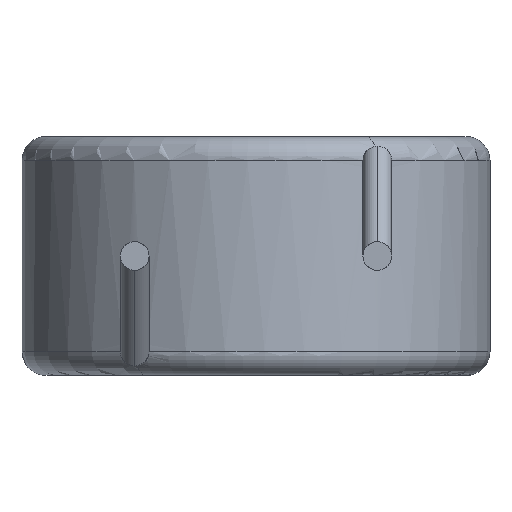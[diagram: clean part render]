
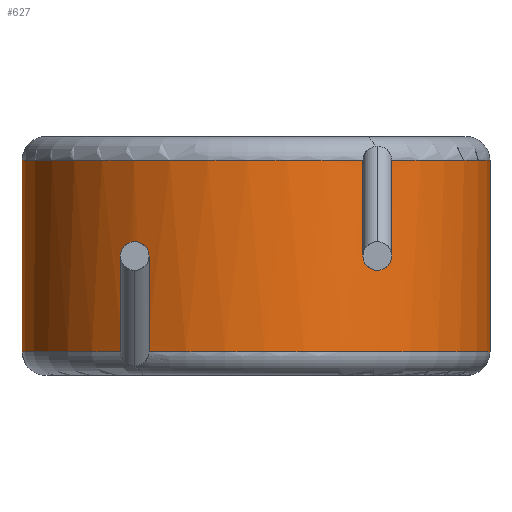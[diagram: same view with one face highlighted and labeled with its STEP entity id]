
A CAD part, front view. The second image highlights one B-rep face of the part: STEP entity #627.
In plain terms, the highlighted cylindrical face has radius 4.9 mm (diameter 9.8 mm), a partial arc.
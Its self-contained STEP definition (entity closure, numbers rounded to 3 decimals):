
#45=DIRECTION('',(0.,0.,1.));
#46=VECTOR('',#45,4.);
#47=CARTESIAN_POINT('',(4.9,0.,-2.));
#48=LINE('',#47,#46);
#78=CARTESIAN_POINT('',(0.,0.,2.));
#79=DIRECTION('',(0.,0.,1.));
#80=DIRECTION('',(0.58,-0.815,0.));
#81=AXIS2_PLACEMENT_3D('',#78,#79,#80);
#83=CARTESIAN_POINT('',(0.,0.,-2.));
#84=DIRECTION('',(0.,0.,-1.));
#85=DIRECTION('',(1.,0.,0.));
#86=AXIS2_PLACEMENT_3D('',#83,#84,#85);
#88=CARTESIAN_POINT('',(-2.24,-4.358,-2.));
#89=CARTESIAN_POINT('',(-2.24,-4.358,-1.983));
#90=CARTESIAN_POINT('',(-2.243,-4.357,-1.95));
#91=CARTESIAN_POINT('',(-2.255,-4.35,-1.901));
#92=CARTESIAN_POINT('',(-2.276,-4.34,-1.855));
#93=CARTESIAN_POINT('',(-2.304,-4.325,-1.812));
#94=CARTESIAN_POINT('',(-2.34,-4.305,-1.774));
#95=CARTESIAN_POINT('',(-2.384,-4.281,-1.742));
#96=CARTESIAN_POINT('',(-2.434,-4.253,-1.718));
#97=CARTESIAN_POINT('',(-2.487,-4.222,-1.703));
#98=CARTESIAN_POINT('',(-2.522,-4.201,-1.7));
#99=CARTESIAN_POINT('',(-2.54,-4.19,-1.7));
#101=CARTESIAN_POINT('',(-2.54,-4.19,-1.7));
#102=CARTESIAN_POINT('',(-2.558,-4.179,-1.7));
#103=CARTESIAN_POINT('',(-2.595,-4.157,
-1.703));
#104=CARTESIAN_POINT('',(-2.65,-4.122,
-1.719));
#105=CARTESIAN_POINT('',(-2.7,-4.089,
-1.744));
#106=CARTESIAN_POINT('',(-2.744,-4.059,
-1.778));
#107=CARTESIAN_POINT('',(-2.78,-4.035,
-1.818));
#108=CARTESIAN_POINT('',(-2.807,-4.016,
-1.861));
#109=CARTESIAN_POINT('',(-2.826,-4.003,
-1.906));
#110=CARTESIAN_POINT('',(-2.838,-3.995,
-1.953));
#111=CARTESIAN_POINT('',(-2.84,-3.993,
-1.984));
#112=CARTESIAN_POINT('',(-2.84,-3.993,-2.));
#114=CARTESIAN_POINT('',(0.,0.,-2.));
#115=DIRECTION('',(0.,0.,-1.));
#116=DIRECTION('',(-0.58,-0.815,0.));
#117=AXIS2_PLACEMENT_3D('',#114,#115,#116);
#119=DIRECTION('',(0.,0.,1.));
#120=VECTOR('',#119,4.);
#121=CARTESIAN_POINT('',(-4.9,0.,-2.));
#122=LINE('',#121,#120);
#123=CARTESIAN_POINT('',(0.,0.,2.));
#124=DIRECTION('',(0.,0.,1.));
#125=DIRECTION('',(-1.,0.,0.));
#126=AXIS2_PLACEMENT_3D('',#123,#124,#125);
#128=CARTESIAN_POINT('',(2.24,-4.358,2.));
#129=CARTESIAN_POINT('',(2.24,-4.358,1.983));
#130=CARTESIAN_POINT('',(2.243,-4.357,1.95));
#131=CARTESIAN_POINT('',(2.255,-4.35,1.901));
#132=CARTESIAN_POINT('',(2.276,-4.34,1.855));
#133=CARTESIAN_POINT('',(2.304,-4.325,1.812));
#134=CARTESIAN_POINT('',(2.34,-4.305,1.774));
#135=CARTESIAN_POINT('',(2.384,-4.281,1.742));
#136=CARTESIAN_POINT('',(2.434,-4.253,1.718));
#137=CARTESIAN_POINT('',(2.487,-4.222,1.703));
#138=CARTESIAN_POINT('',(2.522,-4.201,1.7));
#139=CARTESIAN_POINT('',(2.54,-4.19,1.7));
#141=CARTESIAN_POINT('',(2.54,-4.19,1.7));
#142=CARTESIAN_POINT('',(2.558,-4.179,1.7));
#143=CARTESIAN_POINT('',(2.595,-4.157,1.703));
#144=CARTESIAN_POINT('',(2.65,-4.122,1.719));
#145=CARTESIAN_POINT('',(2.7,-4.089,1.744));
#146=CARTESIAN_POINT('',(2.744,-4.059,1.778));
#147=CARTESIAN_POINT('',(2.78,-4.035,1.818));
#148=CARTESIAN_POINT('',(2.807,-4.016,1.861));
#149=CARTESIAN_POINT('',(2.826,-4.003,1.906));
#150=CARTESIAN_POINT('',(2.838,-3.995,1.953));
#151=CARTESIAN_POINT('',(2.84,-3.993,1.984));
#152=CARTESIAN_POINT('',(2.84,-3.993,2.));
#487=CARTESIAN_POINT('',(-2.54,-4.19,-1.7));
#488=VERTEX_POINT('',#487);
#505=CARTESIAN_POINT('',(2.54,-4.19,1.7));
#506=VERTEX_POINT('',#505);
#511=CARTESIAN_POINT('',(2.84,-3.993,2.));
#512=CARTESIAN_POINT('',(4.9,0.,2.));
#513=VERTEX_POINT('',#511);
#514=VERTEX_POINT('',#512);
#515=CARTESIAN_POINT('',(-4.9,0.,2.));
#516=CARTESIAN_POINT('',(2.24,-4.358,2.));
#517=VERTEX_POINT('',#515);
#518=VERTEX_POINT('',#516);
#523=CARTESIAN_POINT('',(-2.84,-3.993,-2.));
#524=CARTESIAN_POINT('',(-4.9,0.,-2.));
#525=VERTEX_POINT('',#523);
#526=VERTEX_POINT('',#524);
#527=CARTESIAN_POINT('',(4.9,0.,-2.));
#528=CARTESIAN_POINT('',(-2.24,-4.358,-2.));
#529=VERTEX_POINT('',#527);
#530=VERTEX_POINT('',#528);
#604=CARTESIAN_POINT('',(0.,0.,-2.5));
#605=DIRECTION('',(0.,0.,1.));
#606=DIRECTION('',(1.,0.,0.));
#607=AXIS2_PLACEMENT_3D('',#604,#605,#606);
#608=CYLINDRICAL_SURFACE('',#607,4.9);
#609=ORIENTED_EDGE('',*,*,#589,.T.);
#610=ORIENTED_EDGE('',*,*,#578,.F.);
#612=ORIENTED_EDGE('',*,*,#611,.T.);
#614=ORIENTED_EDGE('',*,*,#613,.T.);
#616=ORIENTED_EDGE('',*,*,#615,.T.);
#617=ORIENTED_EDGE('',*,*,#554,.T.);
#618=ORIENTED_EDGE('',*,*,#575,.T.);
#620=ORIENTED_EDGE('',*,*,#619,.T.);
#622=ORIENTED_EDGE('',*,*,#621,.T.);
#624=ORIENTED_EDGE('',*,*,#623,.T.);
#625=EDGE_LOOP('',(#609,#610,#612,#614,#616,#617,#618,#620,#622,#624));
#626=FACE_OUTER_BOUND('',#625,.F.);
#82=CIRCLE('',#81,4.9);
#87=CIRCLE('',#86,4.9);
#100=B_SPLINE_CURVE_WITH_KNOTS('',3,(#88,#89,#90,#91,#92,#93,#94,#95,#96,#97,
#98,#99),.UNSPECIFIED.,.F.,.F.,(4,1,1,1,1,1,1,1,1,4),(0.,0.111,
0.222,0.333,0.444,0.556,
0.667,0.778,0.889,1.),.UNSPECIFIED.);
#113=B_SPLINE_CURVE_WITH_KNOTS('',3,(#101,#102,#103,#104,#105,#106,#107,#108,
#109,#110,#111,#112),.UNSPECIFIED.,.F.,.F.,(4,1,1,1,1,1,1,1,1,4),(0.,
0.111,0.222,0.333,0.444,
0.556,0.667,0.778,0.889,1.),
.UNSPECIFIED.);
#118=CIRCLE('',#117,4.9);
#127=CIRCLE('',#126,4.9);
#140=B_SPLINE_CURVE_WITH_KNOTS('',3,(#128,#129,#130,#131,#132,#133,#134,#135,
#136,#137,#138,#139),.UNSPECIFIED.,.F.,.F.,(4,1,1,1,1,1,1,1,1,4),(0.,
0.111,0.222,0.333,0.444,
0.556,0.667,0.778,0.889,1.),
.UNSPECIFIED.);
#153=B_SPLINE_CURVE_WITH_KNOTS('',3,(#141,#142,#143,#144,#145,#146,#147,#148,
#149,#150,#151,#152),.UNSPECIFIED.,.F.,.F.,(4,1,1,1,1,1,1,1,1,4),(0.,
0.111,0.222,0.333,0.444,
0.556,0.667,0.778,0.889,1.),
.UNSPECIFIED.);
#554=EDGE_CURVE('',#525,#526,#118,.T.);
#575=EDGE_CURVE('',#526,#517,#122,.T.);
#578=EDGE_CURVE('',#529,#514,#48,.T.);
#589=EDGE_CURVE('',#513,#514,#82,.T.);
#611=EDGE_CURVE('',#529,#530,#87,.T.);
#613=EDGE_CURVE('',#530,#488,#100,.T.);
#615=EDGE_CURVE('',#488,#525,#113,.T.);
#619=EDGE_CURVE('',#517,#518,#127,.T.);
#621=EDGE_CURVE('',#518,#506,#140,.T.);
#623=EDGE_CURVE('',#506,#513,#153,.T.);
#627=ADVANCED_FACE('',(#626),#608,.T.);
